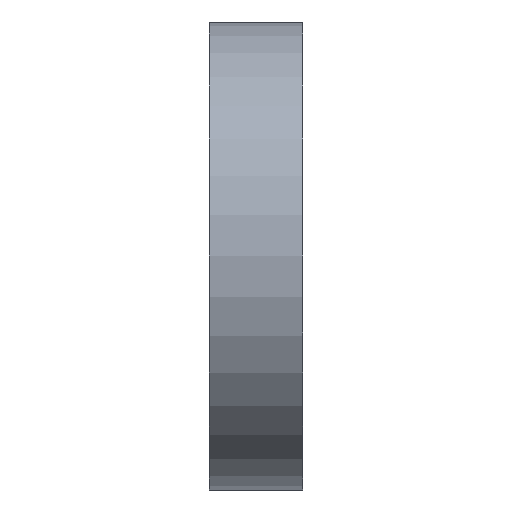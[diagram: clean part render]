
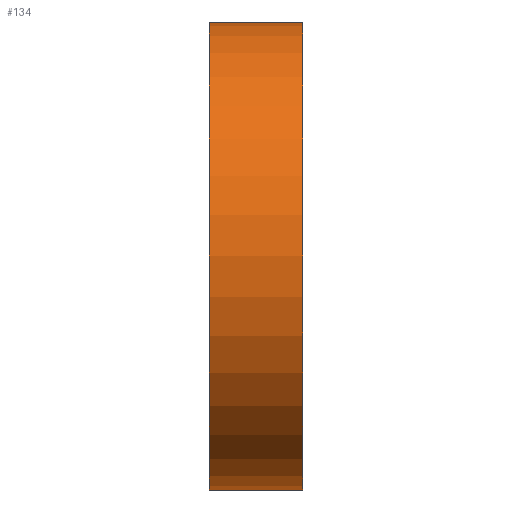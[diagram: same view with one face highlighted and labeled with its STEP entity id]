
A CAD part, front view. The second image highlights one B-rep face of the part: STEP entity #134.
In plain terms, the highlighted cylindrical face has radius 10 mm (diameter 20 mm), a partial arc.
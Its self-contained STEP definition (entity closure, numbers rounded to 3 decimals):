
#134=ADVANCED_FACE('',(#260),#262,.T.);
#260=FACE_BOUND('',#261,.T.);
#261=EDGE_LOOP('',(#317,#318,#319,#320));
#262=CYLINDRICAL_SURFACE('',#263,10.);
#263=AXIS2_PLACEMENT_3D('',#264,#265,#266);
#264=CARTESIAN_POINT('',(0.,-67.204,0.));
#265=DIRECTION('',(1.,0.,0.));
#266=DIRECTION('',(0.,0.,1.));
#317=ORIENTED_EDGE('',*,*,#330,.T.);
#318=ORIENTED_EDGE('',*,*,#350,.T.);
#319=ORIENTED_EDGE('',*,*,#341,.F.);
#320=ORIENTED_EDGE('',*,*,#351,.F.);
#330=EDGE_CURVE('',#356,#353,#357,.T.);
#341=EDGE_CURVE('',#376,#378,#379,.T.);
#350=EDGE_CURVE('',#353,#378,#394,.T.);
#351=EDGE_CURVE('',#356,#376,#395,.T.);
#353=VERTEX_POINT('',#397);
#356=VERTEX_POINT('',#402);
#357=CIRCLE('',#403,10.);
#376=VERTEX_POINT('',#451);
#378=VERTEX_POINT('',#455);
#379=CIRCLE('',#456,10.);
#394=LINE('',#496,#497);
#395=LINE('',#499,#500);
#397=CARTESIAN_POINT('',(0.,-67.204,-10.));
#402=CARTESIAN_POINT('',(0.,-67.204,10.));
#403=AXIS2_PLACEMENT_3D('',#404,#405,#406);
#404=CARTESIAN_POINT('',(0.,-67.204,0.));
#405=DIRECTION('',(1.,0.,0.));
#406=DIRECTION('',(0.,0.,1.));
#451=CARTESIAN_POINT('',(4.,-67.204,10.));
#455=CARTESIAN_POINT('',(4.,-67.204,-10.));
#456=AXIS2_PLACEMENT_3D('',#457,#458,#459);
#457=CARTESIAN_POINT('',(4.,-67.204,0.));
#458=DIRECTION('',(1.,0.,0.));
#459=DIRECTION('',(0.,0.,1.));
#496=CARTESIAN_POINT('',(0.,-67.204,-10.));
#497=VECTOR('',#498,1.);
#498=DIRECTION('',(1.,0.,0.));
#499=CARTESIAN_POINT('',(0.,-67.204,10.));
#500=VECTOR('',#501,1.);
#501=DIRECTION('',(1.,0.,0.));
